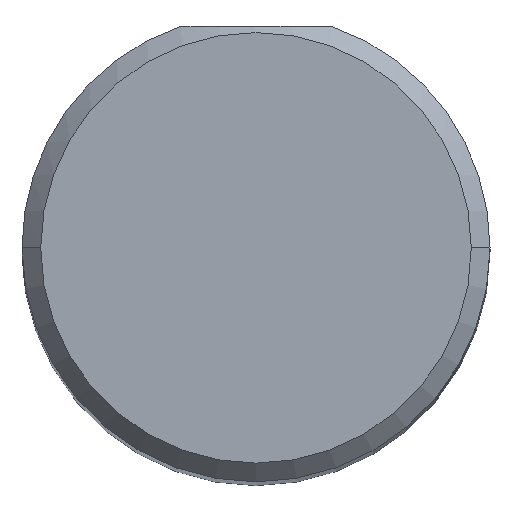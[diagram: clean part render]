
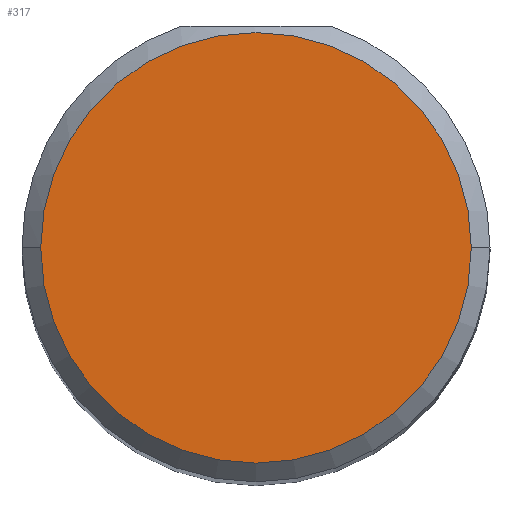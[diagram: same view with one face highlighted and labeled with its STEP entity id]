
A CAD part, top view. The second image highlights one B-rep face of the part: STEP entity #317.
In plain terms, the highlighted planar face has unit normal (0, 0, 1).
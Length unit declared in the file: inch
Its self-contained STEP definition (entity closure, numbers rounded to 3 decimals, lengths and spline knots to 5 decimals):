
#26 = CIRCLE ( 'NONE', #250, 0.1725 ) ;
#38 = AXIS2_PLACEMENT_3D ( 'NONE', #47, #542, #304 ) ;
#47 = CARTESIAN_POINT ( 'NONE',  ( 0.75, 0., 2.5 ) ) ;
#74 = DIRECTION ( 'NONE',  ( 0., 0., -1. ) ) ;
#85 = VERTEX_POINT ( 'NONE', #411 ) ;
#111 = VERTEX_POINT ( 'NONE', #277 ) ;
#120 = CARTESIAN_POINT ( 'NONE',  ( 0.75, 0., 2.5 ) ) ;
#162 = EDGE_CURVE ( 'NONE', #85, #111, #26, .T. ) ;
#187 = FACE_OUTER_BOUND ( 'NONE', #559, .T. ) ;
#229 = EDGE_CURVE ( 'NONE', #111, #85, #284, .T. ) ;
#250 = AXIS2_PLACEMENT_3D ( 'NONE', #120, #74, #328 ) ;
#273 = ORIENTED_EDGE ( 'NONE', *, *, #162, .F. ) ;
#277 = CARTESIAN_POINT ( 'NONE',  ( 0.5775, 0., 2.5 ) ) ;
#284 = CIRCLE ( 'NONE', #38, 0.1725 ) ;
#304 = DIRECTION ( 'NONE',  ( -1., 0., 0. ) ) ;
#317 = ADVANCED_FACE ( 'NONE', ( #187 ), #397, .T. ) ;
#328 = DIRECTION ( 'NONE',  ( -1., 0., 0. ) ) ;
#348 = DIRECTION ( 'NONE',  ( -1., 0., 0. ) ) ;
#382 = AXIS2_PLACEMENT_3D ( 'NONE', #544, #596, #348 ) ;
#397 = PLANE ( 'NONE',  #382 ) ;
#411 = CARTESIAN_POINT ( 'NONE',  ( 0.9225, 0., 2.5 ) ) ;
#542 = DIRECTION ( 'NONE',  ( 0., 0., -1. ) ) ;
#544 = CARTESIAN_POINT ( 'NONE',  ( 0.75, 0., 2.5 ) ) ;
#559 = EDGE_LOOP ( 'NONE', ( #273, #641 ) ) ;
#596 = DIRECTION ( 'NONE',  ( 0., 0., 1. ) ) ;
#641 = ORIENTED_EDGE ( 'NONE', *, *, #229, .F. ) ;
